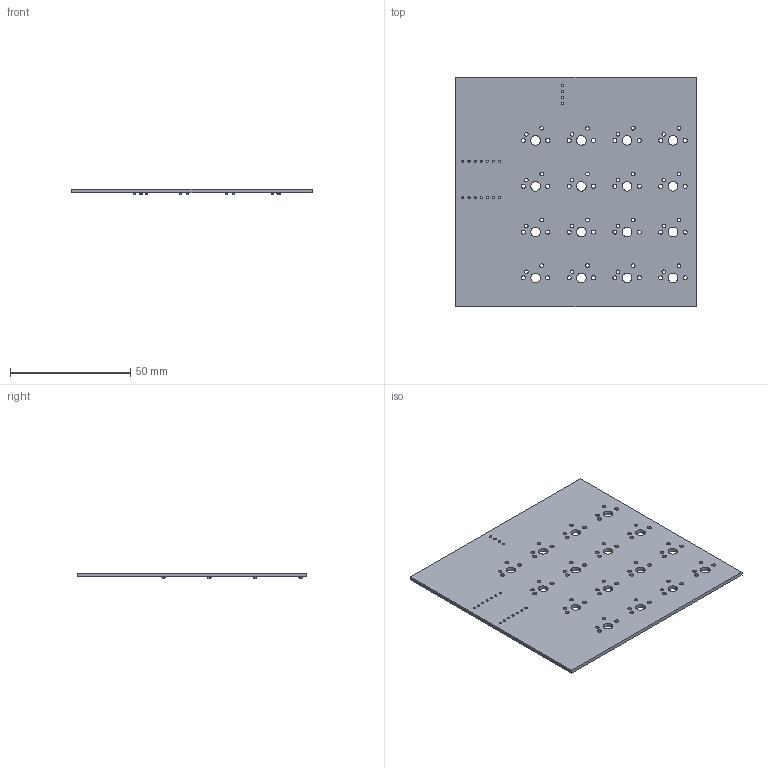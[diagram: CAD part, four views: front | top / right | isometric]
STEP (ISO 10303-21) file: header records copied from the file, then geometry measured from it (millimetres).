
FILE_DESCRIPTION(('KiCad electronic assembly'),'2;1');
FILE_NAME('clock2.step','2026-01-11T17:14:41',('Pcbnew'),('Kicad'), 'Open CASCADE STEP processor 7.9','KiCad to STEP converter','Unknown' );
FILE_SCHEMA(('AUTOMOTIVE_DESIGN { 1 0 10303 214 1 1 1 1 }'));
Length unit declared in the file: millimetre
Products named in the file (3): clock2 1; D_SOD-523; clock_PCB
Assembly tree (17 placements, depth 2):
  clock2 1
    D_SOD-523  x16
    clock_PCB
Bounding box: 100.01 x 95.25 x 2.23 mm (x, y, z)
Volume: 13877.4 mm3; surface area: 19898.6 mm2
Topology: 17 solids, 17 shells, 536 faces, 1266 edges, 780 vertices
Faces by surface type: plane 278, bspline 160, cylinder 98
Full cylindrical faces by diameter (mm): 0.889 x14, 1 x4, 1.5 x32, 1.7 x32, 4 x16
Entity records: 5066 total; most frequent: DIRECTION 828, CARTESIAN_POINT 817, ORIENTED_EDGE 732, EDGE_CURVE 366, AXIS2_PLACEMENT_3D 335, FACE_BOUND 328, EDGE_LOOP 328, VERTEX_POINT 240
